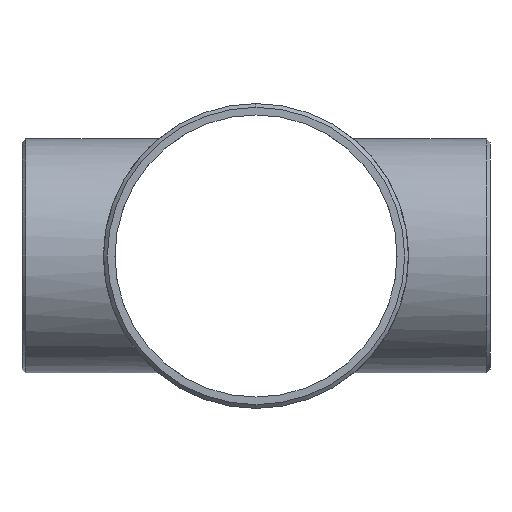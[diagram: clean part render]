
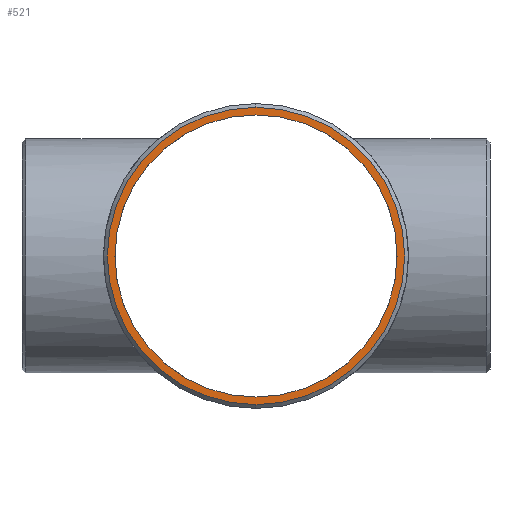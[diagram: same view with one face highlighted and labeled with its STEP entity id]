
A CAD part, left-side view. The second image highlights one B-rep face of the part: STEP entity #521.
In plain terms, the highlighted planar face has unit normal (-1, 0, 0).
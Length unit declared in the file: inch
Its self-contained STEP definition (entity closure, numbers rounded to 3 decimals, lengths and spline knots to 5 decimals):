
#11 = DIRECTION ( 'NONE',  ( 0., 0., 1. ) ) ;
#43 = VERTEX_POINT ( 'NONE', #1155 ) ;
#58 = DIRECTION ( 'NONE',  ( 1., 0., 0. ) ) ;
#103 = CARTESIAN_POINT ( 'NONE',  ( -7., 0., 0. ) ) ;
#105 = EDGE_CURVE ( 'NONE', #217, #43, #883, .T. ) ;
#115 = ORIENTED_EDGE ( 'NONE', *, *, #809, .T. ) ;
#134 = CARTESIAN_POINT ( 'NONE',  ( -7., 0., 4.20517 ) ) ;
#182 = AXIS2_PLACEMENT_3D ( 'NONE', #790, #1246, #797 ) ;
#217 = VERTEX_POINT ( 'NONE', #479 ) ;
#223 = CIRCLE ( 'NONE', #912, 4.20517 ) ;
#284 = DIRECTION ( 'NONE',  ( 0., 0., 1. ) ) ;
#330 = PLANE ( 'NONE',  #182 ) ;
#361 = VERTEX_POINT ( 'NONE', #134 ) ;
#419 = CARTESIAN_POINT ( 'NONE',  ( -7., 0., 0. ) ) ;
#431 = ORIENTED_EDGE ( 'NONE', *, *, #616, .T. ) ;
#432 = FACE_BOUND ( 'NONE', #1157, .T. ) ;
#454 = VERTEX_POINT ( 'NONE', #1446 ) ;
#471 = EDGE_CURVE ( 'NONE', #361, #454, #223, .T. ) ;
#479 = CARTESIAN_POINT ( 'NONE',  ( -7., 0., -3.9905 ) ) ;
#521 = ADVANCED_FACE ( 'NONE', ( #1460, #432 ), #330, .T. ) ;
#589 = DIRECTION ( 'NONE',  ( 0., 0., 1. ) ) ;
#616 = EDGE_CURVE ( 'NONE', #43, #217, #1081, .T. ) ;
#668 = EDGE_LOOP ( 'NONE', ( #115, #796 ) ) ;
#703 = ORIENTED_EDGE ( 'NONE', *, *, #105, .T. ) ;
#712 = CARTESIAN_POINT ( 'NONE',  ( -7., 0., 0. ) ) ;
#744 = CARTESIAN_POINT ( 'NONE',  ( -7., 0., 0. ) ) ;
#790 = CARTESIAN_POINT ( 'NONE',  ( -7., 0., 0. ) ) ;
#796 = ORIENTED_EDGE ( 'NONE', *, *, #471, .T. ) ;
#797 = DIRECTION ( 'NONE',  ( 0., 0., -1. ) ) ;
#809 = EDGE_CURVE ( 'NONE', #454, #361, #872, .T. ) ;
#837 = DIRECTION ( 'NONE',  ( 1., 0., 0. ) ) ;
#872 = CIRCLE ( 'NONE', #1329, 4.20517 ) ;
#883 = CIRCLE ( 'NONE', #1423, 3.9905 ) ;
#912 = AXIS2_PLACEMENT_3D ( 'NONE', #419, #1308, #284 ) ;
#1026 = DIRECTION ( 'NONE',  ( -1., 0., 0. ) ) ;
#1072 = DIRECTION ( 'NONE',  ( 0., 0., 1. ) ) ;
#1081 = CIRCLE ( 'NONE', #1389, 3.9905 ) ;
#1155 = CARTESIAN_POINT ( 'NONE',  ( -7., 0., 3.9905 ) ) ;
#1157 = EDGE_LOOP ( 'NONE', ( #431, #703 ) ) ;
#1246 = DIRECTION ( 'NONE',  ( -1., 0., 0. ) ) ;
#1308 = DIRECTION ( 'NONE',  ( -1., 0., 0. ) ) ;
#1329 = AXIS2_PLACEMENT_3D ( 'NONE', #103, #1026, #11 ) ;
#1389 = AXIS2_PLACEMENT_3D ( 'NONE', #712, #837, #589 ) ;
#1423 = AXIS2_PLACEMENT_3D ( 'NONE', #744, #58, #1072 ) ;
#1446 = CARTESIAN_POINT ( 'NONE',  ( -7., 0., -4.20517 ) ) ;
#1460 = FACE_OUTER_BOUND ( 'NONE', #668, .T. ) ;
